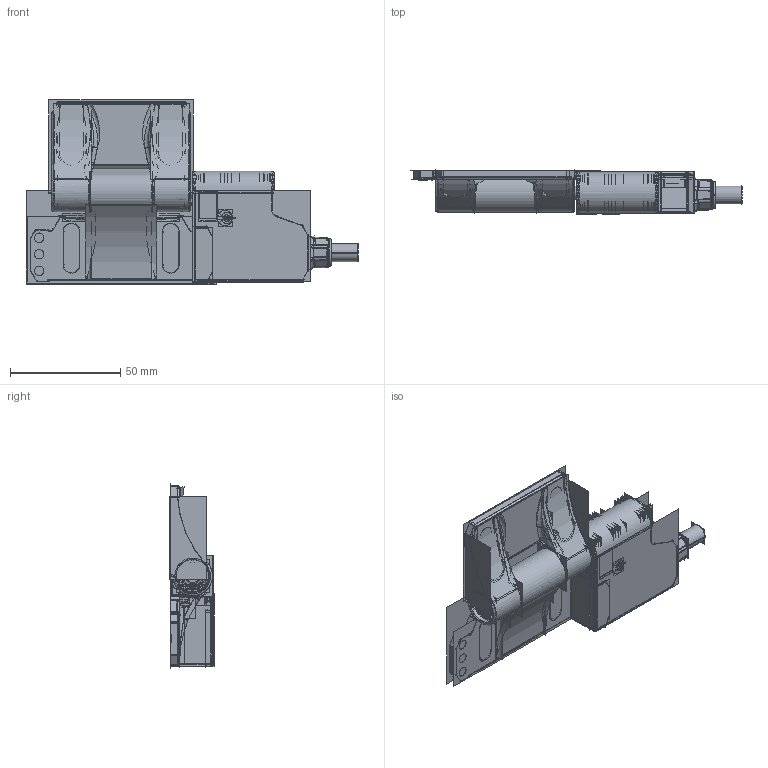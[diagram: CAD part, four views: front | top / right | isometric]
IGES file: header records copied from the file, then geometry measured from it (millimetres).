
Start section:  PTC IGES file: 210924.igs
Global section: file name: 210924.igs; native system: Creo Parametric by PTC Inc.; preprocessor: 2018300; author: pdmadmin; organization: Unknown; date: 20190315.094315; units: millimetre
Bounding box: 150.66 x 20.02 x 83.64 mm (x, y, z)
Volume: 61447.9 mm3; surface area: 194492.5 mm2
Topology: 3 solids, 3 shells, 4680 faces, 24330 edges, 30649 vertices
Faces by surface type: revolution 2558, bspline 2122
